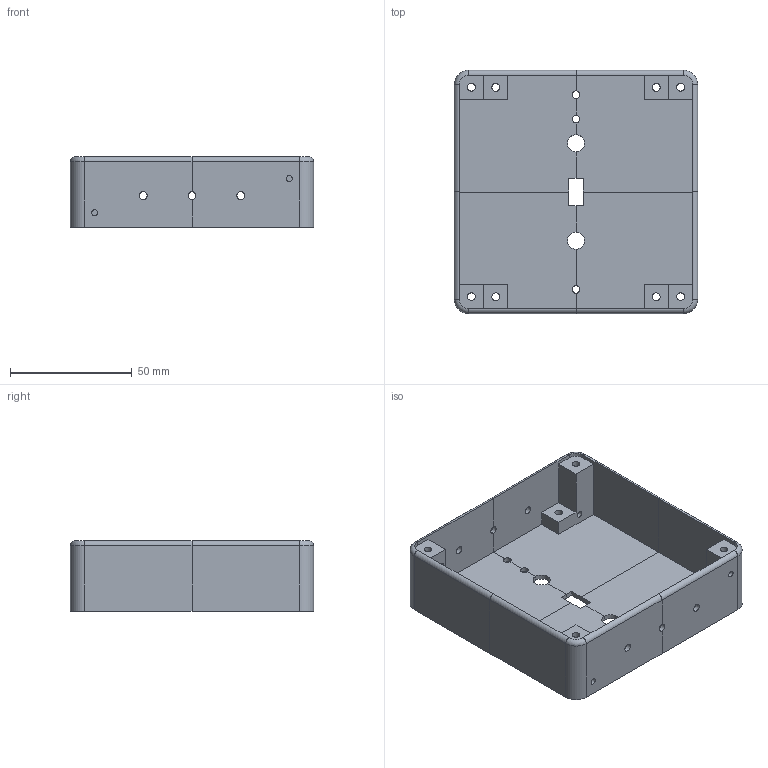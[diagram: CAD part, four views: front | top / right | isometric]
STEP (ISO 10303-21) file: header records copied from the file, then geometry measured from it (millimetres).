
FILE_DESCRIPTION(/* description */ (''),/* implementation_level */ '2;1');
FILE_NAME(/* name */ 'main_case.step',/* time_stamp */ '2021-12-01T21:30:37+01:00',/* author */ (''),/* organization */ (''),/* preprocessor_version */ 'ST-DEVELOPER v18.1',/* originating_system */ 'Autodesk Translation Framework v10.10.0.1391',/* authorisation */ '');
FILE_SCHEMA (('AUTOMOTIVE_DESIGN { 1 0 10303 214 3 1 1 }'));
Length unit declared in the file: millimetre
Products named in the file (1): main_case
Bounding box: 100 x 100 x 29 mm (x, y, z)
Volume: 49336.9 mm3; surface area: 44436.4 mm2
Topology: 4 solids, 4 shells, 180 faces, 488 edges, 320 vertices
Faces by surface type: plane 130, cylinder 46, torus 4
Full cylindrical faces by diameter (mm): 2.5 x4, 3.2 x12
Entity records: 5726 total; most frequent: CARTESIAN_POINT 989, ORIENTED_EDGE 976, DIRECTION 950, EDGE_CURVE 488, LINE 388, VECTOR 388, VERTEX_POINT 320, AXIS2_PLACEMENT_3D 281
